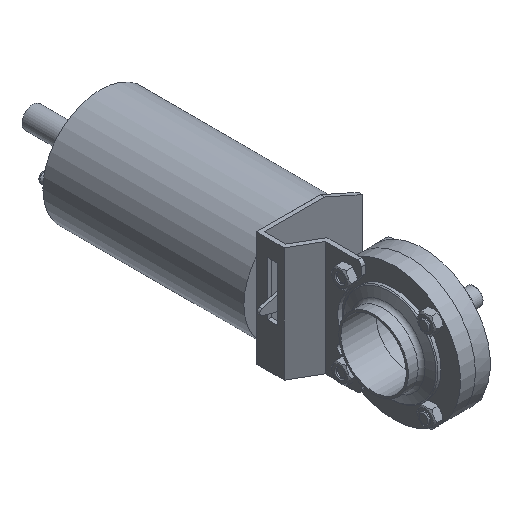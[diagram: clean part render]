
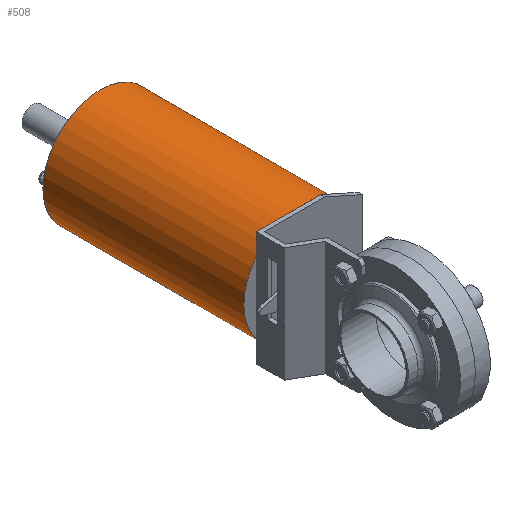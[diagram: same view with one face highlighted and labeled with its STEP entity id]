
A CAD part, isometric view. The second image highlights one B-rep face of the part: STEP entity #508.
In plain terms, the highlighted cylindrical face has radius 42.5 mm (diameter 85 mm), a full revolution.
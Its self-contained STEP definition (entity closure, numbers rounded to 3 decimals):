
#508 = ADVANCED_FACE( '', ( #975, #976 ), #977, .T. );
#975 = FACE_OUTER_BOUND( '', #1561, .T. );
#976 = FACE_OUTER_BOUND( '', #1562, .T. );
#977 = CYLINDRICAL_SURFACE( '', #1563, 42.5 );
#1561 = EDGE_LOOP( '', ( #2814 ) );
#1562 = EDGE_LOOP( '', ( #2815 ) );
#1563 = AXIS2_PLACEMENT_3D( '', #2816, #2817, #2818 );
#2814 = ORIENTED_EDGE( '', *, *, #3573, .F. );
#2815 = ORIENTED_EDGE( '', *, *, #3572, .T. );
#2816 = CARTESIAN_POINT( '', ( 199., 0., 0. ) );
#2817 = DIRECTION( '', ( -1., 0., 0. ) );
#2818 = DIRECTION( '', ( 0., 0., -1. ) );
#3572 = EDGE_CURVE( '', #4216, #4216, #4217, .T. );
#3573 = EDGE_CURVE( '', #4218, #4218, #4219, .T. );
#4216 = VERTEX_POINT( '', #5614 );
#4217 = CIRCLE( '', #5615, 42.5 );
#4218 = VERTEX_POINT( '', #5616 );
#4219 = CIRCLE( '', #5617, 42.5 );
#5614 = CARTESIAN_POINT( '', ( 0., 0., -42.5 ) );
#5615 = AXIS2_PLACEMENT_3D( '', #6308, #6309, #6310 );
#5616 = CARTESIAN_POINT( '', ( 149., 0., -42.5 ) );
#5617 = AXIS2_PLACEMENT_3D( '', #6311, #6312, #6313 );
#6308 = CARTESIAN_POINT( '', ( 0., 0., 0. ) );
#6309 = DIRECTION( '', ( 1., 0., 0. ) );
#6310 = DIRECTION( '', ( 0., 0., -1. ) );
#6311 = CARTESIAN_POINT( '', ( 149., 0., 0. ) );
#6312 = DIRECTION( '', ( 1., 0., 0. ) );
#6313 = DIRECTION( '', ( 0., 0., -1. ) );
